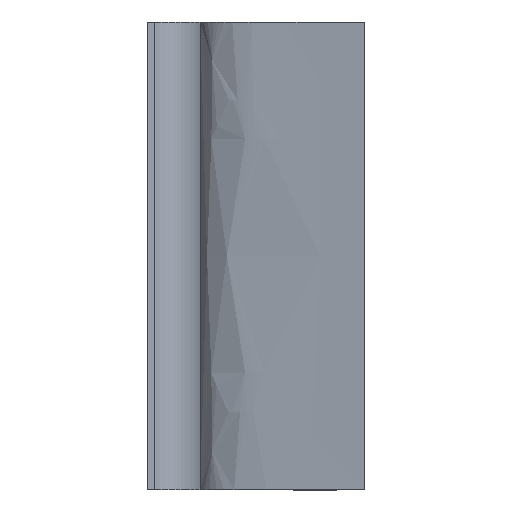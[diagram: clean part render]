
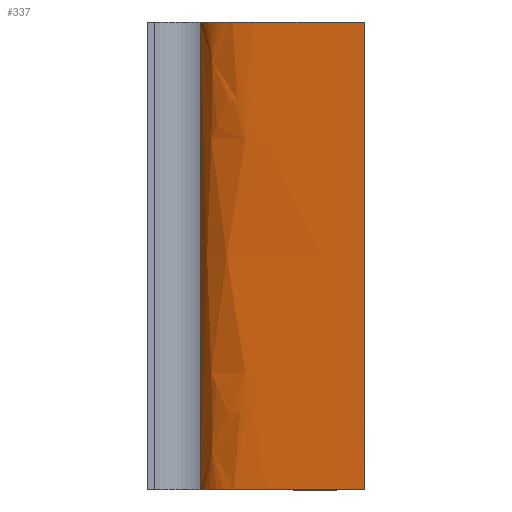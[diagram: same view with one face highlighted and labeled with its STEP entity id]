
A CAD part, left-side view. The second image highlights one B-rep face of the part: STEP entity #337.
In plain terms, the highlighted free-form (B-spline) face has degree [5, 1] with [20, 2] control points.
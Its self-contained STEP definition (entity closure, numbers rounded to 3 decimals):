
#40=(
BOUNDED_CURVE()
B_SPLINE_CURVE(5,(#1087,#1088,#1089,#1090,#1091,#1092,#1093,#1094,#1095,
#1096),.UNSPECIFIED.,.F.,.F.)
B_SPLINE_CURVE_WITH_KNOTS((6,1,1,1,1,6),(0.,0.067,0.133,
0.2,0.267,0.331),.UNSPECIFIED.)
CURVE()
GEOMETRIC_REPRESENTATION_ITEM()
RATIONAL_B_SPLINE_CURVE((1.,1.,1.,1.,1.,1.,1.,1.,1.,1.))
REPRESENTATION_ITEM('')
);
#41=(
BOUNDED_CURVE()
B_SPLINE_CURVE(5,(#1099,#1100,#1101,#1102,#1103,#1104,#1105,#1106,#1107,
#1108),.UNSPECIFIED.,.F.,.F.)
B_SPLINE_CURVE_WITH_KNOTS((6,1,1,1,1,6),(-0.331,-0.267,
-0.2,-0.133,-0.067,0.),.UNSPECIFIED.)
CURVE()
GEOMETRIC_REPRESENTATION_ITEM()
RATIONAL_B_SPLINE_CURVE((1.,1.,1.,1.,1.,1.,1.,1.,1.,1.))
REPRESENTATION_ITEM('')
);
#48=(
BOUNDED_SURFACE()
B_SPLINE_SURFACE(5,1,((#1046,#1047),(#1048,#1049),(#1050,#1051),(#1052,
#1053),(#1054,#1055),(#1056,#1057),(#1058,#1059),(#1060,#1061),(#1062,#1063),
(#1064,#1065),(#1066,#1067),(#1068,#1069),(#1070,#1071),(#1072,#1073),(#1074,
#1075),(#1076,#1077),(#1078,#1079),(#1080,#1081),(#1082,#1083),(#1084,#1085)),
 .UNSPECIFIED.,.F.,.F.,.F.)
B_SPLINE_SURFACE_WITH_KNOTS((6,1,1,1,1,1,1,1,1,1,1,1,1,1,1,6),(2,2),(-1.,
-0.933,-0.867,-0.8,-0.733,-0.667,
-0.6,-0.533,-0.467,-0.4,-0.333,-0.267,
-0.2,-0.133,-0.067,0.),(0.,20.),.UNSPECIFIED.)
GEOMETRIC_REPRESENTATION_ITEM()
RATIONAL_B_SPLINE_SURFACE(((1.,1.),(1.,1.),(1.,1.),(1.,1.),(1.,1.),(1.,
1.),(1.,1.),(1.,1.),(1.,1.),(1.,1.),(1.,1.),(1.,1.),(1.,1.),(1.,1.),(1.,
1.),(1.,1.),(1.,1.),(1.,1.),(1.,1.),(1.,1.)))
REPRESENTATION_ITEM('')
SURFACE()
);
#56=FACE_OUTER_BOUND('',#77,.T.);
#77=EDGE_LOOP('',(#256,#257,#258,#259));
#96=LINE('',#546,#119);
#104=LINE('',#1098,#127);
#119=VECTOR('',#388,10.);
#127=VECTOR('',#404,10.);
#155=VERTEX_POINT('',#531);
#156=VERTEX_POINT('',#545);
#167=VERTEX_POINT('',#1086);
#168=VERTEX_POINT('',#1097);
#187=EDGE_CURVE('',#156,#155,#96,.T.);
#203=EDGE_CURVE('',#167,#155,#40,.T.);
#204=EDGE_CURVE('',#167,#168,#104,.T.);
#205=EDGE_CURVE('',#156,#168,#41,.T.);
#256=ORIENTED_EDGE('',*,*,#187,.T.);
#257=ORIENTED_EDGE('',*,*,#203,.F.);
#258=ORIENTED_EDGE('',*,*,#204,.T.);
#259=ORIENTED_EDGE('',*,*,#205,.F.);
#337=ADVANCED_FACE('',(#56),#48,.T.);
#388=DIRECTION('',(0.,0.,-1.));
#404=DIRECTION('',(0.,0.,1.));
#531=CARTESIAN_POINT('',(20.81,70.426,0.));
#545=CARTESIAN_POINT('',(20.81,70.426,200.));
#546=CARTESIAN_POINT('',(20.81,70.426,0.));
#1046=CARTESIAN_POINT('Ctrl Pts',(190.,20.,0.));
#1047=CARTESIAN_POINT('Ctrl Pts',(190.,20.,200.));
#1048=CARTESIAN_POINT('Ctrl Pts',(189.927,19.675,0.));
#1049=CARTESIAN_POINT('Ctrl Pts',(189.927,19.675,200.));
#1050=CARTESIAN_POINT('Ctrl Pts',(189.649,18.177,0.));
#1051=CARTESIAN_POINT('Ctrl Pts',(189.649,18.177,200.));
#1052=CARTESIAN_POINT('Ctrl Pts',(188.834,13.411,0.));
#1053=CARTESIAN_POINT('Ctrl Pts',(188.834,13.411,200.));
#1054=CARTESIAN_POINT('Ctrl Pts',(186.202,4.524,0.));
#1055=CARTESIAN_POINT('Ctrl Pts',(186.202,4.524,200.));
#1056=CARTESIAN_POINT('Ctrl Pts',(177.039,0.055,0.));
#1057=CARTESIAN_POINT('Ctrl Pts',(177.039,0.055,200.));
#1058=CARTESIAN_POINT('Ctrl Pts',(160.313,4.94,0.));
#1059=CARTESIAN_POINT('Ctrl Pts',(160.313,4.94,200.));
#1060=CARTESIAN_POINT('Ctrl Pts',(136.96,17.827,0.));
#1061=CARTESIAN_POINT('Ctrl Pts',(136.96,17.827,200.));
#1062=CARTESIAN_POINT('Ctrl Pts',(109.355,35.522,0.));
#1063=CARTESIAN_POINT('Ctrl Pts',(109.355,35.522,200.));
#1064=CARTESIAN_POINT('Ctrl Pts',(80.752,53.628,0.));
#1065=CARTESIAN_POINT('Ctrl Pts',(80.752,53.628,200.));
#1066=CARTESIAN_POINT('Ctrl Pts',(54.555,67.686,0.));
#1067=CARTESIAN_POINT('Ctrl Pts',(54.555,67.686,200.));
#1068=CARTESIAN_POINT('Ctrl Pts',(33.589,74.41,0.));
#1069=CARTESIAN_POINT('Ctrl Pts',(33.589,74.41,200.));
#1070=CARTESIAN_POINT('Ctrl Pts',(19.572,72.159,0.));
#1071=CARTESIAN_POINT('Ctrl Pts',(19.572,72.159,200.));
#1072=CARTESIAN_POINT('Ctrl Pts',(11.944,63.586,0.));
#1073=CARTESIAN_POINT('Ctrl Pts',(11.944,63.586,200.));
#1074=CARTESIAN_POINT('Ctrl Pts',(8.203,52.888,0.));
#1075=CARTESIAN_POINT('Ctrl Pts',(8.203,52.888,200.));
#1076=CARTESIAN_POINT('Ctrl Pts',(6.287,39.849,0.));
#1077=CARTESIAN_POINT('Ctrl Pts',(6.287,39.849,200.));
#1078=CARTESIAN_POINT('Ctrl Pts',(4.609,26.646,0.));
#1079=CARTESIAN_POINT('Ctrl Pts',(4.609,26.646,200.));
#1080=CARTESIAN_POINT('Ctrl Pts',(2.647,14.358,0.));
#1081=CARTESIAN_POINT('Ctrl Pts',(2.647,14.358,200.));
#1082=CARTESIAN_POINT('Ctrl Pts',(0.948,4.983,0.));
#1083=CARTESIAN_POINT('Ctrl Pts',(0.948,4.983,200.));
#1084=CARTESIAN_POINT('Ctrl Pts',(0.,0.,0.));
#1085=CARTESIAN_POINT('Ctrl Pts',(0.,0.,200.));
#1086=CARTESIAN_POINT('',(0.,0.,0.));
#1087=CARTESIAN_POINT('Ctrl Pts',(0.,0.,0.));
#1088=CARTESIAN_POINT('Ctrl Pts',(0.948,4.983,0.));
#1089=CARTESIAN_POINT('Ctrl Pts',(2.647,14.358,0.));
#1090=CARTESIAN_POINT('Ctrl Pts',(4.609,26.646,0.));
#1091=CARTESIAN_POINT('Ctrl Pts',(6.287,39.849,0.));
#1092=CARTESIAN_POINT('Ctrl Pts',(8.191,52.806,0.));
#1093=CARTESIAN_POINT('Ctrl Pts',(11.149,61.311,0.));
#1094=CARTESIAN_POINT('Ctrl Pts',(15.064,66.736,0.));
#1095=CARTESIAN_POINT('Ctrl Pts',(18.726,69.397,0.));
#1096=CARTESIAN_POINT('Ctrl Pts',(20.81,70.426,0.));
#1097=CARTESIAN_POINT('',(0.,0.,200.));
#1098=CARTESIAN_POINT('',(0.,0.,0.));
#1099=CARTESIAN_POINT('Ctrl Pts',(20.81,70.426,200.));
#1100=CARTESIAN_POINT('Ctrl Pts',(18.726,69.397,200.));
#1101=CARTESIAN_POINT('Ctrl Pts',(15.064,66.736,200.));
#1102=CARTESIAN_POINT('Ctrl Pts',(11.149,61.311,200.));
#1103=CARTESIAN_POINT('Ctrl Pts',(8.191,52.806,200.));
#1104=CARTESIAN_POINT('Ctrl Pts',(6.287,39.849,200.));
#1105=CARTESIAN_POINT('Ctrl Pts',(4.609,26.646,200.));
#1106=CARTESIAN_POINT('Ctrl Pts',(2.647,14.358,200.));
#1107=CARTESIAN_POINT('Ctrl Pts',(0.948,4.983,200.));
#1108=CARTESIAN_POINT('Ctrl Pts',(0.,0.,200.));
